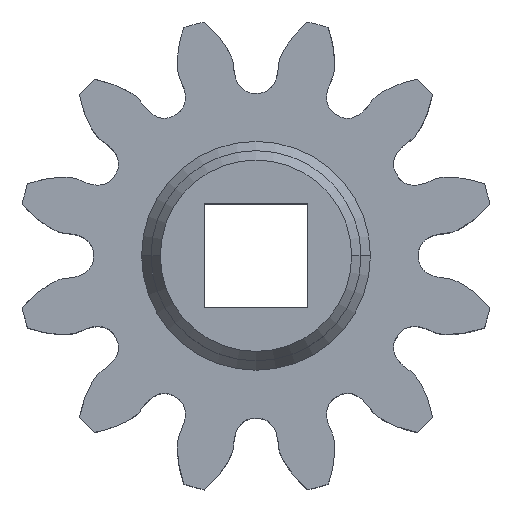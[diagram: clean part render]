
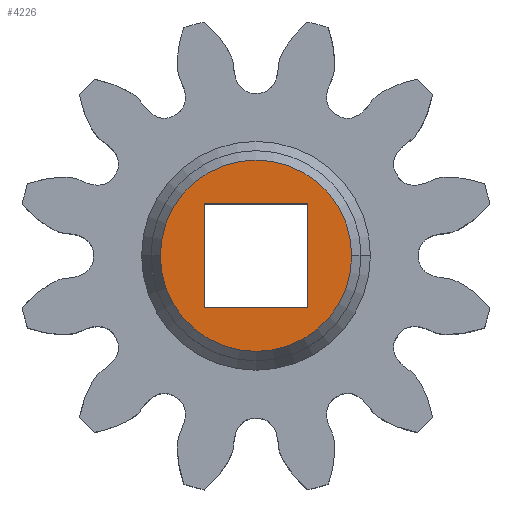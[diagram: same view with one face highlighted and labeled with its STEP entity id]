
A CAD part, top view. The second image highlights one B-rep face of the part: STEP entity #4226.
In plain terms, the highlighted planar face has unit normal (0, 0, 1).
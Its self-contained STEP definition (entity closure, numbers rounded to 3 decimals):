
#371 = CARTESIAN_POINT ( 'NONE',  ( -1.605, -1.605, 4.763 ) ) ;
#410 = ORIENTED_EDGE ( 'NONE', *, *, #797, .F. ) ;
#670 = CARTESIAN_POINT ( 'NONE',  ( 1.605, -1.605, 4.763 ) ) ;
#797 = EDGE_CURVE ( 'NONE', #2383, #1251, #6076, .T. ) ;
#875 = DIRECTION ( 'NONE',  ( 1., 0., 0. ) ) ;
#899 = VECTOR ( 'NONE', #6286, 1000. ) ;
#914 = LINE ( 'NONE', #2867, #6321 ) ;
#992 = EDGE_LOOP ( 'NONE', ( #5416, #5381 ) ) ;
#1203 = EDGE_CURVE ( 'NONE', #1700, #5915, #914, .T. ) ;
#1251 = VERTEX_POINT ( 'NONE', #5282 ) ;
#1281 = EDGE_CURVE ( 'NONE', #5915, #2383, #2804, .T. ) ;
#1526 = AXIS2_PLACEMENT_3D ( 'NONE', #4649, #2625, #1585 ) ;
#1585 = DIRECTION ( 'NONE',  ( 1., 0., 0. ) ) ;
#1626 = CARTESIAN_POINT ( 'NONE',  ( 0., 0., 4.763 ) ) ;
#1664 = CARTESIAN_POINT ( 'NONE',  ( 1.605, -1.605, 4.763 ) ) ;
#1700 = VERTEX_POINT ( 'NONE', #6323 ) ;
#1732 = VECTOR ( 'NONE', #875, 1000. ) ;
#1782 = LINE ( 'NONE', #6160, #899 ) ;
#1829 = VERTEX_POINT ( 'NONE', #4850 ) ;
#1903 = DIRECTION ( 'NONE',  ( 1., 0., 0. ) ) ;
#2036 = VECTOR ( 'NONE', #3715, 1000. ) ;
#2104 = CARTESIAN_POINT ( 'NONE',  ( -1.605, -1.605, 4.763 ) ) ;
#2383 = VERTEX_POINT ( 'NONE', #670 ) ;
#2418 = EDGE_CURVE ( 'NONE', #2507, #1829, #3673, .T. ) ;
#2507 = VERTEX_POINT ( 'NONE', #4034 ) ;
#2625 = DIRECTION ( 'NONE',  ( 0., 0., 1. ) ) ;
#2646 = EDGE_CURVE ( 'NONE', #1251, #1700, #1782, .T. ) ;
#2683 = EDGE_CURVE ( 'NONE', #1829, #2507, #5097, .T. ) ;
#2731 = EDGE_LOOP ( 'NONE', ( #410, #4124, #3523, #6272 ) ) ;
#2804 = LINE ( 'NONE', #371, #1732 ) ;
#2867 = CARTESIAN_POINT ( 'NONE',  ( -1.605, 1.605, 4.763 ) ) ;
#2889 = CARTESIAN_POINT ( 'NONE',  ( 0., 0., 4.763 ) ) ;
#3156 = AXIS2_PLACEMENT_3D ( 'NONE', #1626, #4038, #4453 ) ;
#3523 = ORIENTED_EDGE ( 'NONE', *, *, #1203, .F. ) ;
#3673 = CIRCLE ( 'NONE', #1526, 2.961 ) ;
#3715 = DIRECTION ( 'NONE',  ( 0., 1., 0. ) ) ;
#4034 = CARTESIAN_POINT ( 'NONE',  ( -2.961, 0., 4.763 ) ) ;
#4038 = DIRECTION ( 'NONE',  ( 0., 0., 1. ) ) ;
#4124 = ORIENTED_EDGE ( 'NONE', *, *, #1281, .F. ) ;
#4226 = ADVANCED_FACE ( 'NONE', ( #5077, #4541 ), #6001, .T. ) ;
#4453 = DIRECTION ( 'NONE',  ( 1., 0., 0. ) ) ;
#4541 = FACE_BOUND ( 'NONE', #2731, .T. ) ;
#4649 = CARTESIAN_POINT ( 'NONE',  ( 0., 0., 4.763 ) ) ;
#4850 = CARTESIAN_POINT ( 'NONE',  ( 2.961, 0., 4.763 ) ) ;
#5077 = FACE_OUTER_BOUND ( 'NONE', #992, .T. ) ;
#5097 = CIRCLE ( 'NONE', #6117, 2.961 ) ;
#5247 = DIRECTION ( 'NONE',  ( 0., -1., 0. ) ) ;
#5282 = CARTESIAN_POINT ( 'NONE',  ( 1.605, 1.605, 4.763 ) ) ;
#5304 = DIRECTION ( 'NONE',  ( 0., 0., 1. ) ) ;
#5381 = ORIENTED_EDGE ( 'NONE', *, *, #2683, .T. ) ;
#5416 = ORIENTED_EDGE ( 'NONE', *, *, #2418, .T. ) ;
#5915 = VERTEX_POINT ( 'NONE', #2104 ) ;
#6001 = PLANE ( 'NONE',  #3156 ) ;
#6076 = LINE ( 'NONE', #1664, #2036 ) ;
#6117 = AXIS2_PLACEMENT_3D ( 'NONE', #2889, #5304, #1903 ) ;
#6160 = CARTESIAN_POINT ( 'NONE',  ( 1.605, 1.605, 4.763 ) ) ;
#6272 = ORIENTED_EDGE ( 'NONE', *, *, #2646, .F. ) ;
#6286 = DIRECTION ( 'NONE',  ( -1., 0., 0. ) ) ;
#6321 = VECTOR ( 'NONE', #5247, 1000. ) ;
#6323 = CARTESIAN_POINT ( 'NONE',  ( -1.605, 1.605, 4.763 ) ) ;
